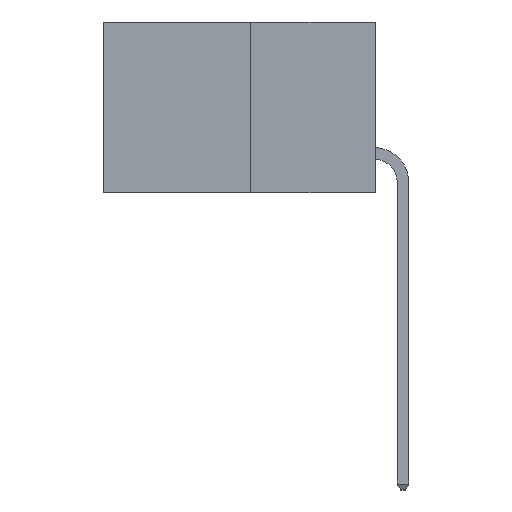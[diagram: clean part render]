
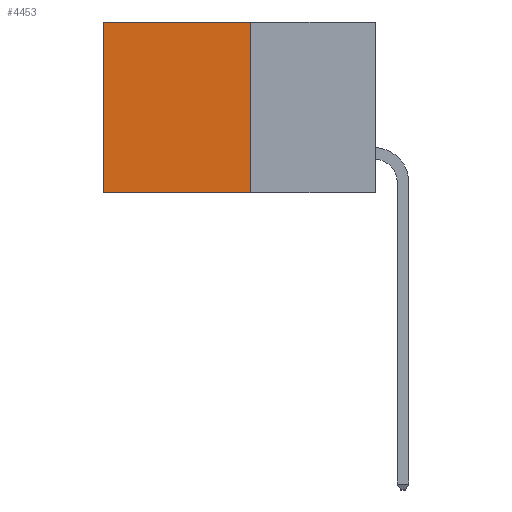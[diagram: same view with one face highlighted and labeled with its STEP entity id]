
A CAD part, left-side view. The second image highlights one B-rep face of the part: STEP entity #4453.
In plain terms, the highlighted planar face has unit normal (-1, 0, 0).
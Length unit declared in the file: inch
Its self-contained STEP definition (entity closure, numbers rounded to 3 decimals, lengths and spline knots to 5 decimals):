
#402 = ORIENTED_EDGE ( 'NONE', *, *, #1550, .T. ) ;
#722 = VERTEX_POINT ( 'NONE', #5443 ) ;
#1198 = VECTOR ( 'NONE', #11220, 39.37008 ) ;
#1550 = EDGE_CURVE ( 'NONE', #3994, #9718, #8073, .T. ) ;
#2199 = LINE ( 'NONE', #10614, #4577 ) ;
#2457 = VECTOR ( 'NONE', #5447, 39.37008 ) ;
#2712 = CARTESIAN_POINT ( 'NONE',  ( 0.277, 0.59, 0. ) ) ;
#3243 = FACE_OUTER_BOUND ( 'NONE', #7564, .T. ) ;
#3994 = VERTEX_POINT ( 'NONE', #7882 ) ;
#4074 = DIRECTION ( 'NONE',  ( 0., 1., 0. ) ) ;
#4078 = CARTESIAN_POINT ( 'NONE',  ( 0.277, 0.27, -0.37 ) ) ;
#4453 = ADVANCED_FACE ( 'NONE', ( #3243 ), #10626, .F. ) ;
#4577 = VECTOR ( 'NONE', #11393, 39.37008 ) ;
#4728 = CARTESIAN_POINT ( 'NONE',  ( 0.277, 0.27, 0. ) ) ;
#4859 = LINE ( 'NONE', #7188, #2457 ) ;
#5360 = VERTEX_POINT ( 'NONE', #4078 ) ;
#5443 = CARTESIAN_POINT ( 'NONE',  ( 0.277, 0.59, -0.37 ) ) ;
#5447 = DIRECTION ( 'NONE',  ( 0., 1., 0. ) ) ;
#6426 = AXIS2_PLACEMENT_3D ( 'NONE', #10667, #10607, #10603 ) ;
#6458 = EDGE_CURVE ( 'NONE', #9718, #722, #10786, .T. ) ;
#6625 = EDGE_CURVE ( 'NONE', #3994, #5360, #2199, .T. ) ;
#6942 = ORIENTED_EDGE ( 'NONE', *, *, #6458, .T. ) ;
#7055 = CARTESIAN_POINT ( 'NONE',  ( 0.277, 0.59, -0.37 ) ) ;
#7188 = CARTESIAN_POINT ( 'NONE',  ( 0.277, 0.27, -0.37 ) ) ;
#7236 = EDGE_CURVE ( 'NONE', #5360, #722, #4859, .T. ) ;
#7564 = EDGE_LOOP ( 'NONE', ( #6942, #8341, #9498, #402 ) ) ;
#7882 = CARTESIAN_POINT ( 'NONE',  ( 0.277, 0.27, 0. ) ) ;
#8073 = LINE ( 'NONE', #4728, #8345 ) ;
#8341 = ORIENTED_EDGE ( 'NONE', *, *, #7236, .F. ) ;
#8345 = VECTOR ( 'NONE', #4074, 39.37008 ) ;
#9498 = ORIENTED_EDGE ( 'NONE', *, *, #6625, .F. ) ;
#9718 = VERTEX_POINT ( 'NONE', #2712 ) ;
#10603 = DIRECTION ( 'NONE',  ( 0., 0., -1. ) ) ;
#10607 = DIRECTION ( 'NONE',  ( 1., 0., 0. ) ) ;
#10614 = CARTESIAN_POINT ( 'NONE',  ( 0.277, 0.27, -0.37 ) ) ;
#10626 = PLANE ( 'NONE',  #6426 ) ;
#10667 = CARTESIAN_POINT ( 'NONE',  ( 0.277, 0.27, -0.37 ) ) ;
#10786 = LINE ( 'NONE', #7055, #1198 ) ;
#11220 = DIRECTION ( 'NONE',  ( 0., 0., -1. ) ) ;
#11393 = DIRECTION ( 'NONE',  ( 0., 0., -1. ) ) ;
